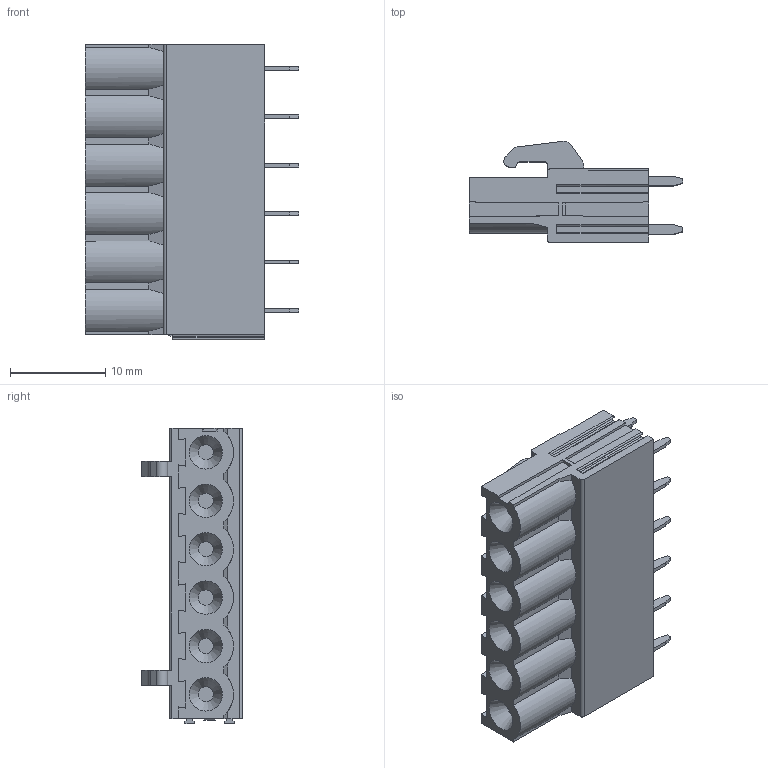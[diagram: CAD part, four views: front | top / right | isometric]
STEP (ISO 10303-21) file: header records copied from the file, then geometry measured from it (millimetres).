
FILE_DESCRIPTION(('STEP AP214'),'1');
FILE_NAME('PF06-5,08-V-M.stp','2021-04-06T11:00:20',(' '),(' '),'Spatial InterOp 3D',' ',' ');
FILE_SCHEMA(('automotive_design'));
Length unit declared in the file: metre
Products named in the file (1): 1
Bounding box: 22.45 x 10.6 x 31.03 mm (x, y, z)
Volume: 3457.9 mm3; surface area: 2618.8 mm2
Topology: 1 solids, 1 shells, 467 faces, 1284 edges, 853 vertices
Faces by surface type: plane 370, cylinder 89, cone 6, extrusion 1, sphere 1
Full cylindrical faces by diameter (mm): 1.6 x6
Entity records: 18297 total; most frequent: CARTESIAN_POINT 2652, ORIENTED_EDGE 2518, DIRECTION 2350, EDGE_CURVE 1259, VECTOR 1052, LINE 1051, VERTEX_POINT 841, AXIS2_PLACEMENT_3D 649
